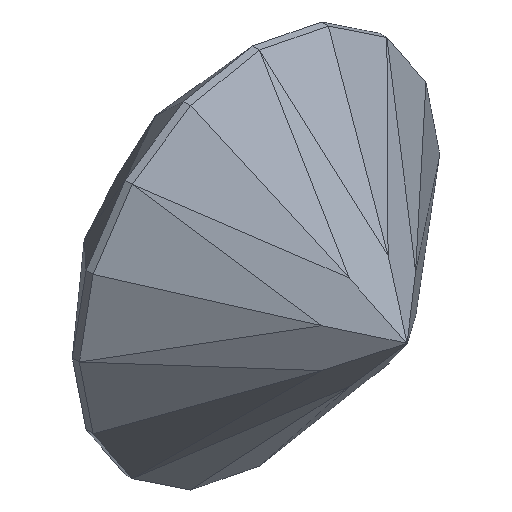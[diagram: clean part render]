
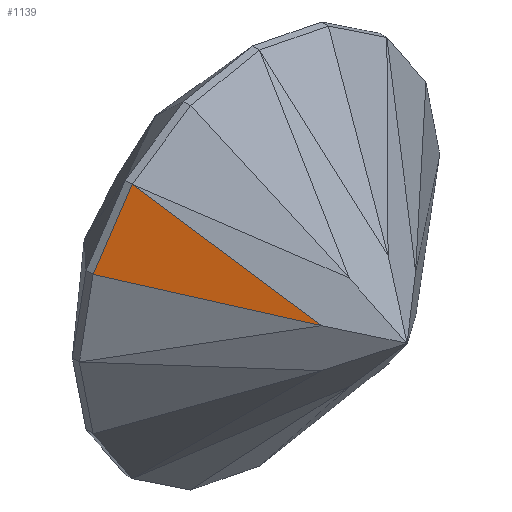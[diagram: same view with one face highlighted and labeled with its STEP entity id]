
A CAD part, isometric view. The second image highlights one B-rep face of the part: STEP entity #1139.
In plain terms, the highlighted free-form (B-spline) face has degree [1, 1] with [2, 2] control points.
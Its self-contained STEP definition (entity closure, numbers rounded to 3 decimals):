
#857 = VERTEX_POINT('',#858);
#858 = CARTESIAN_POINT('',(-179.631,-9.912,
    179.631));
#879 = VERTEX_POINT('',#880);
#880 = CARTESIAN_POINT('',(-234.7,-9.912,
    97.216));
#885 = EDGE_CURVE('',#857,#879,#886,.T.);
#886 = B_SPLINE_CURVE_WITH_KNOTS('',1,(#887,#888),.UNSPECIFIED.,.F.,.F.,
  (2,2),(-0.,100.),.PIECEWISE_BEZIER_KNOTS.);
#887 = CARTESIAN_POINT('',(-179.631,-9.912,
    179.631));
#888 = CARTESIAN_POINT('',(-234.7,-9.912,
    97.216));
#1139 = ADVANCED_FACE('',(#1140),#1155,.F.);
#1140 = FACE_BOUND('',#1141,.T.);
#1141 = EDGE_LOOP('',(#1142,#1149,#1150));
#1142 = ORIENTED_EDGE('',*,*,#1143,.F.);
#1143 = EDGE_CURVE('',#857,#1144,#1146,.T.);
#1144 = VERTEX_POINT('',#1145);
#1145 = CARTESIAN_POINT('',(-66.315,-163.728,
    27.469));
#1146 = B_SPLINE_CURVE_WITH_KNOTS('',1,(#1147,#1148),.UNSPECIFIED.,.F.,
  .F.,(2,2),(-190.687,55.721),.PIECEWISE_BEZIER_KNOTS.);
#1147 = CARTESIAN_POINT('',(-179.631,-9.912,
    179.631));
#1148 = CARTESIAN_POINT('',(-66.315,-163.728,
    27.469));
#1149 = ORIENTED_EDGE('',*,*,#885,.T.);
#1150 = ORIENTED_EDGE('',*,*,#1151,.T.);
#1151 = EDGE_CURVE('',#879,#1144,#1152,.T.);
#1152 = B_SPLINE_CURVE_WITH_KNOTS('',1,(#1153,#1154),.UNSPECIFIED.,.F.,
  .F.,(2,2),(-189.413,51.193),.PIECEWISE_BEZIER_KNOTS.);
#1153 = CARTESIAN_POINT('',(-234.7,-9.912,
    97.216));
#1154 = CARTESIAN_POINT('',(-66.315,-163.728,
    27.469));
#1155 = B_SPLINE_SURFACE_WITH_KNOTS('',1,1,(
    (#1156,#1157)
    ,(#1158,#1159
    )),.UNSPECIFIED.,.F.,.F.,.F.,(2,2),(2,2),(-41.702,
    186.752),(-36.958,127.75),
  .PIECEWISE_BEZIER_KNOTS.);
#1156 = CARTESIAN_POINT('',(-66.315,-163.728,
    27.469));
#1157 = CARTESIAN_POINT('',(-31.892,-115.614,
    179.631));
#1158 = CARTESIAN_POINT('',(-250.478,-31.966,
    27.469));
#1159 = CARTESIAN_POINT('',(-216.055,16.148,
    179.631));
